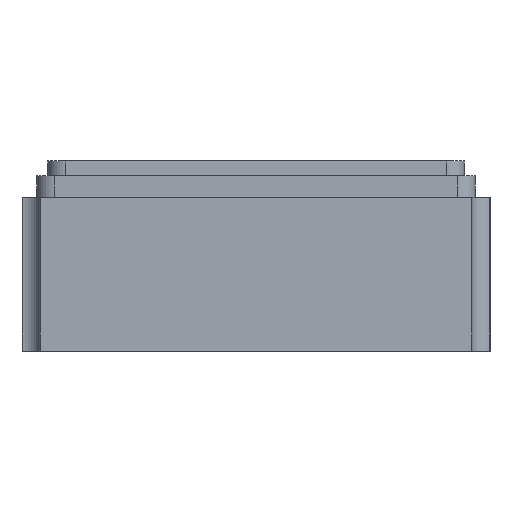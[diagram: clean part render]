
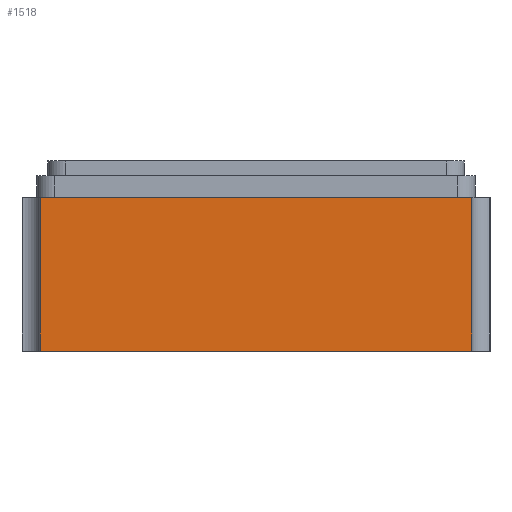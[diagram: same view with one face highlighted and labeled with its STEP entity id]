
A CAD part, left-side view. The second image highlights one B-rep face of the part: STEP entity #1518.
In plain terms, the highlighted planar face has unit normal (-1, 0, 0).
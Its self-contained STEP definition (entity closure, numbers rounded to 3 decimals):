
#148 = VERTEX_POINT ( 'NONE', #4427 ) ;
#149 = VERTEX_POINT ( 'NONE', #4423 ) ;
#462 = LINE ( 'NONE', #463, #3726 ) ;
#463 = CARTESIAN_POINT ( 'NONE',  ( -2.5, 1.475, -0.525 ) ) ;
#464 = DIRECTION ( 'NONE',  ( 0., -1., 0. ) ) ;
#504 = LINE ( 'NONE', #505, #4337 ) ;
#505 = CARTESIAN_POINT ( 'NONE',  ( -2.5, 1.475, 0.525 ) ) ;
#506 = DIRECTION ( 'NONE',  ( 0., -1., 0. ) ) ;
#610 = AXIS2_PLACEMENT_3D ( 'NONE', #3061, #3060, #3059 ) ;
#615 = FACE_OUTER_BOUND ( 'NONE', #3284, .T. ) ;
#677 = DIRECTION ( 'NONE',  ( 0., 0., -1. ) ) ;
#678 = CARTESIAN_POINT ( 'NONE',  ( -2.5, -1.475, 0.525 ) ) ;
#679 = LINE ( 'NONE', #678, #6297 ) ;
#1493 = EDGE_CURVE ( 'NONE', #3532, #149, #679, .T. ) ;
#1502 = EDGE_CURVE ( 'NONE', #3469, #148, #3744, .T. ) ;
#1518 = ADVANCED_FACE ( 'NONE', ( #615 ), #3065, .F. ) ;
#1611 = EDGE_CURVE ( 'NONE', #148, #149, #462, .T. ) ;
#1622 = EDGE_CURVE ( 'NONE', #3469, #3532, #504, .T. ) ;
#3059 = DIRECTION ( 'NONE',  ( 0., 1., 0. ) ) ;
#3060 = DIRECTION ( 'NONE',  ( 1., 0., 0. ) ) ;
#3061 = CARTESIAN_POINT ( 'NONE',  ( -2.5, 1.475, 0.525 ) ) ;
#3065 = PLANE ( 'NONE',  #610 ) ;
#3135 = ORIENTED_EDGE ( 'NONE', *, *, #1611, .T. ) ;
#3284 = EDGE_LOOP ( 'NONE', ( #3135, #3984, #4005, #4072 ) ) ;
#3469 = VERTEX_POINT ( 'NONE', #5465 ) ;
#3532 = VERTEX_POINT ( 'NONE', #5481 ) ;
#3726 = VECTOR ( 'NONE', #464, 1000. ) ;
#3744 = LINE ( 'NONE', #3745, #6296 ) ;
#3745 = CARTESIAN_POINT ( 'NONE',  ( -2.5, 1.475, 0.525 ) ) ;
#3746 = DIRECTION ( 'NONE',  ( 0., 0., -1. ) ) ;
#3984 = ORIENTED_EDGE ( 'NONE', *, *, #1493, .F. ) ;
#4005 = ORIENTED_EDGE ( 'NONE', *, *, #1622, .F. ) ;
#4072 = ORIENTED_EDGE ( 'NONE', *, *, #1502, .T. ) ;
#4337 = VECTOR ( 'NONE', #506, 1000. ) ;
#4423 = CARTESIAN_POINT ( 'NONE',  ( -2.5, -1.475, -0.525 ) ) ;
#4427 = CARTESIAN_POINT ( 'NONE',  ( -2.5, 1.475, -0.525 ) ) ;
#5465 = CARTESIAN_POINT ( 'NONE',  ( -2.5, 1.475, 0.525 ) ) ;
#5481 = CARTESIAN_POINT ( 'NONE',  ( -2.5, -1.475, 0.525 ) ) ;
#6296 = VECTOR ( 'NONE', #3746, 1000. ) ;
#6297 = VECTOR ( 'NONE', #677, 1000. ) ;
